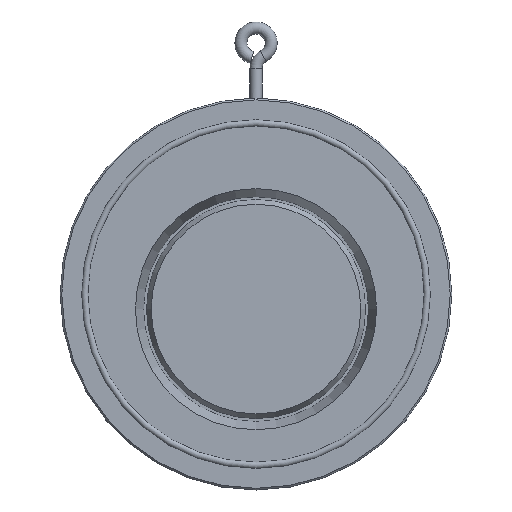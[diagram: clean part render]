
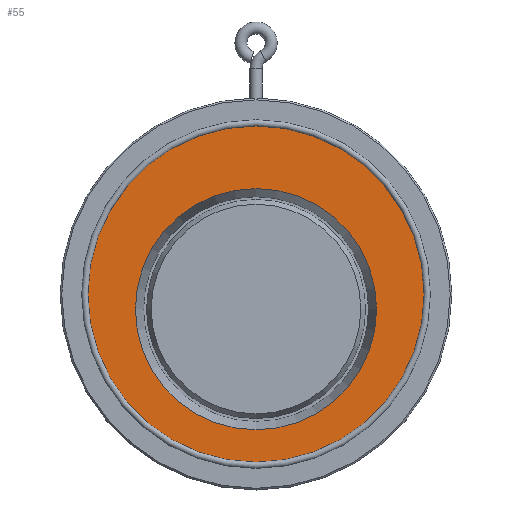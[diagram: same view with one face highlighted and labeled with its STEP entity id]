
A CAD part, top view. The second image highlights one B-rep face of the part: STEP entity #55.
In plain terms, the highlighted planar face has unit normal (0, 0, 1).
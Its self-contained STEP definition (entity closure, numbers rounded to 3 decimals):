
#25 = ORIENTED_EDGE ( 'NONE', *, *, #415, .F. ) ;
#48 = CARTESIAN_POINT ( 'NONE',  ( -83.72, 0., 0. ) ) ;
#54 = PLANE ( 'NONE',  #384 ) ;
#55 = ADVANCED_FACE ( 'NONE', ( #593, #111 ), #54, .T. ) ;
#68 = DIRECTION ( 'NONE',  ( 0., 0., -1. ) ) ;
#79 = CARTESIAN_POINT ( 'NONE',  ( 0., 0., 0. ) ) ;
#94 = CARTESIAN_POINT ( 'NONE',  ( 0., 0., 0. ) ) ;
#98 = EDGE_CURVE ( 'NONE', #128, #128, #220, .T. ) ;
#111 = FACE_OUTER_BOUND ( 'NONE', #169, .T. ) ;
#128 = VERTEX_POINT ( 'NONE', #131 ) ;
#131 = CARTESIAN_POINT ( 'NONE',  ( 0., -67.54, 0. ) ) ;
#132 = DIRECTION ( 'NONE',  ( -1., 0., 0. ) ) ;
#169 = EDGE_LOOP ( 'NONE', ( #25 ) ) ;
#220 = CIRCLE ( 'NONE', #449, 60.04 ) ;
#340 = AXIS2_PLACEMENT_3D ( 'NONE', #79, #68, #132 ) ;
#343 = ORIENTED_EDGE ( 'NONE', *, *, #98, .F. ) ;
#384 = AXIS2_PLACEMENT_3D ( 'NONE', #94, #636, #595 ) ;
#415 = EDGE_CURVE ( 'NONE', #494, #494, #471, .T. ) ;
#449 = AXIS2_PLACEMENT_3D ( 'NONE', #518, #517, #516 ) ;
#471 = CIRCLE ( 'NONE', #340, 83.72 ) ;
#494 = VERTEX_POINT ( 'NONE', #48 ) ;
#516 = DIRECTION ( 'NONE',  ( 0., -1., 0. ) ) ;
#517 = DIRECTION ( 'NONE',  ( 0., 0., 1. ) ) ;
#518 = CARTESIAN_POINT ( 'NONE',  ( 0., -7.5, 0. ) ) ;
#569 = EDGE_LOOP ( 'NONE', ( #343 ) ) ;
#593 = FACE_BOUND ( 'NONE', #569, .T. ) ;
#595 = DIRECTION ( 'NONE',  ( 1., 0., 0. ) ) ;
#636 = DIRECTION ( 'NONE',  ( 0., 0., 1. ) ) ;
